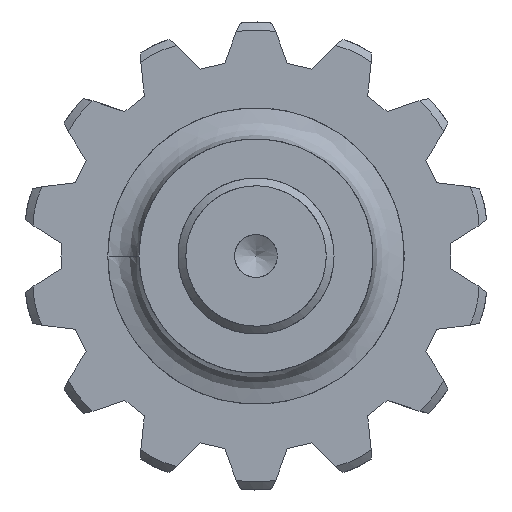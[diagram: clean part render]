
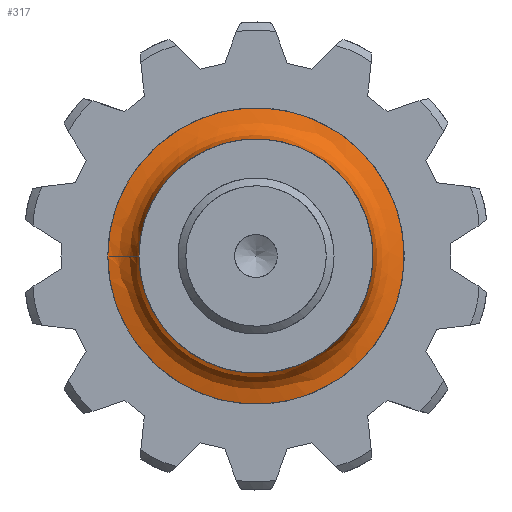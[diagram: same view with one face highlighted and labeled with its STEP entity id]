
A CAD part, front view. The second image highlights one B-rep face of the part: STEP entity #317.
In plain terms, the highlighted free-form (B-spline) face has degree [2, 2] with [7, 3] control points.
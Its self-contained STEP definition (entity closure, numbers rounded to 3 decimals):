
#317 = ADVANCED_FACE('',(#318),#360,.T.);
#318 = FACE_BOUND('',#319,.T.);
#319 = EDGE_LOOP('',(#320,#330,#342,#350));
#320 = ORIENTED_EDGE('',*,*,#321,.T.);
#321 = EDGE_CURVE('',#322,#324,#326,.T.);
#322 = VERTEX_POINT('',#323);
#323 = CARTESIAN_POINT('',(-12.867,37.315,
    0.));
#324 = VERTEX_POINT('',#325);
#325 = CARTESIAN_POINT('',(-16.299,40.747,
    0.));
#326 = ( BOUNDED_CURVE() B_SPLINE_CURVE(2,(#327,#328,#329),
.UNSPECIFIED.,.F.,.F.) B_SPLINE_CURVE_WITH_KNOTS((3,3),(3.142,
4.712),.PIECEWISE_BEZIER_KNOTS.) CURVE() 
GEOMETRIC_REPRESENTATION_ITEM() RATIONAL_B_SPLINE_CURVE((1.,
0.707,1.)) REPRESENTATION_ITEM('') );
#327 = CARTESIAN_POINT('',(-12.867,37.315,
    0.));
#328 = CARTESIAN_POINT('',(-12.867,40.747,
    0.));
#329 = CARTESIAN_POINT('',(-16.299,40.747,
    0.));
#330 = ORIENTED_EDGE('',*,*,#331,.T.);
#331 = EDGE_CURVE('',#324,#332,#334,.T.);
#332 = VERTEX_POINT('',#333);
#333 = CARTESIAN_POINT('',(-16.299,40.747,
    0.));
#334 = ( BOUNDED_CURVE() B_SPLINE_CURVE(2,(#335,#336,#337,#338,#339,#340
,#341),.UNSPECIFIED.,.T.,.F.) B_SPLINE_CURVE_WITH_KNOTS((1,2,2,2,2,1),(
    -2.094,0.,2.094,4.189,6.283,
8.378),.UNSPECIFIED.) CURVE() GEOMETRIC_REPRESENTATION_ITEM() 
RATIONAL_B_SPLINE_CURVE((1.,0.5,1.,0.5,1.,0.5,1.)) REPRESENTATION_ITEM(
  '') );
#335 = CARTESIAN_POINT('',(-16.299,40.747,
    0.));
#336 = CARTESIAN_POINT('',(-16.299,40.747,
    -28.23));
#337 = CARTESIAN_POINT('',(8.149,40.747,
    -14.115));
#338 = CARTESIAN_POINT('',(32.597,40.747,
    0.));
#339 = CARTESIAN_POINT('',(8.149,40.747,
    14.115));
#340 = CARTESIAN_POINT('',(-16.299,40.747,
    28.23));
#341 = CARTESIAN_POINT('',(-16.299,40.747,
    0.));
#342 = ORIENTED_EDGE('',*,*,#343,.T.);
#343 = EDGE_CURVE('',#332,#344,#346,.T.);
#344 = VERTEX_POINT('',#345);
#345 = CARTESIAN_POINT('',(-12.867,37.315,
    0.));
#346 = ( BOUNDED_CURVE() B_SPLINE_CURVE(2,(#347,#348,#349),
.UNSPECIFIED.,.F.,.F.) B_SPLINE_CURVE_WITH_KNOTS((3,3),(1.571,
3.142),.PIECEWISE_BEZIER_KNOTS.) CURVE() 
GEOMETRIC_REPRESENTATION_ITEM() RATIONAL_B_SPLINE_CURVE((1.,
0.707,1.)) REPRESENTATION_ITEM('') );
#347 = CARTESIAN_POINT('',(-16.299,40.747,
    0.));
#348 = CARTESIAN_POINT('',(-12.867,40.747,
    0.));
#349 = CARTESIAN_POINT('',(-12.867,37.315,
    0.));
#350 = ORIENTED_EDGE('',*,*,#351,.T.);
#351 = EDGE_CURVE('',#344,#322,#352,.T.);
#352 = ( BOUNDED_CURVE() B_SPLINE_CURVE(2,(#353,#354,#355,#356,#357,#358
,#359),.UNSPECIFIED.,.T.,.F.) B_SPLINE_CURVE_WITH_KNOTS((1,2,2,2,2,1),(
    -2.094,0.,2.094,4.189,6.283,
8.378),.UNSPECIFIED.) CURVE() GEOMETRIC_REPRESENTATION_ITEM() 
RATIONAL_B_SPLINE_CURVE((1.,0.5,1.,0.5,1.,0.5,1.)) REPRESENTATION_ITEM(
  '') );
#353 = CARTESIAN_POINT('',(-12.867,37.315,
    0.));
#354 = CARTESIAN_POINT('',(-12.867,37.315,
    22.287));
#355 = CARTESIAN_POINT('',(6.434,37.315,
    11.143));
#356 = CARTESIAN_POINT('',(25.735,37.315,
    0.));
#357 = CARTESIAN_POINT('',(6.434,37.315,
    -11.143));
#358 = CARTESIAN_POINT('',(-12.867,37.315,
    -22.287));
#359 = CARTESIAN_POINT('',(-12.867,37.315,
    0.));
#360 = ( BOUNDED_SURFACE() B_SPLINE_SURFACE(2,2,(
    (#361,#362,#363)
    ,(#364,#365,#366)
    ,(#367,#368,#369)
    ,(#370,#371,#372)
    ,(#373,#374,#375)
    ,(#376,#377,#378)
    ,(#379,#380,#381
)),.UNSPECIFIED.,.T.,.F.,.F.) B_SPLINE_SURFACE_WITH_KNOTS((1,2,2,2,2,1),
  (3,3),(-2.094,0.,2.094,4.189,6.283,
    8.378),(1.571,3.142),.UNSPECIFIED.) 
GEOMETRIC_REPRESENTATION_ITEM() RATIONAL_B_SPLINE_SURFACE((
    (1.,0.707,1.)
    ,(0.5,0.354,0.5)
    ,(1.,0.707,1.)
    ,(0.5,0.354,0.5)
    ,(1.,0.707,1.)
    ,(0.5,0.354,0.5)
,(1.,0.707,1.))) REPRESENTATION_ITEM('') SURFACE() );
#361 = CARTESIAN_POINT('',(-16.299,40.747,
    0.));
#362 = CARTESIAN_POINT('',(-12.867,40.747,
    0.));
#363 = CARTESIAN_POINT('',(-12.867,37.315,
    0.));
#364 = CARTESIAN_POINT('',(-16.299,40.747,
    -28.23));
#365 = CARTESIAN_POINT('',(-12.867,40.747,
    -22.287));
#366 = CARTESIAN_POINT('',(-12.867,37.315,
    -22.287));
#367 = CARTESIAN_POINT('',(8.149,40.747,
    -14.115));
#368 = CARTESIAN_POINT('',(6.434,40.747,
    -11.143));
#369 = CARTESIAN_POINT('',(6.434,37.315,
    -11.143));
#370 = CARTESIAN_POINT('',(32.597,40.747,
    0.));
#371 = CARTESIAN_POINT('',(25.735,40.747,
    0.));
#372 = CARTESIAN_POINT('',(25.735,37.315,
    0.));
#373 = CARTESIAN_POINT('',(8.149,40.747,
    14.115));
#374 = CARTESIAN_POINT('',(6.434,40.747,
    11.143));
#375 = CARTESIAN_POINT('',(6.434,37.315,
    11.143));
#376 = CARTESIAN_POINT('',(-16.299,40.747,
    28.23));
#377 = CARTESIAN_POINT('',(-12.867,40.747,
    22.287));
#378 = CARTESIAN_POINT('',(-12.867,37.315,
    22.287));
#379 = CARTESIAN_POINT('',(-16.299,40.747,
    0.));
#380 = CARTESIAN_POINT('',(-12.867,40.747,
    0.));
#381 = CARTESIAN_POINT('',(-12.867,37.315,
    0.));
